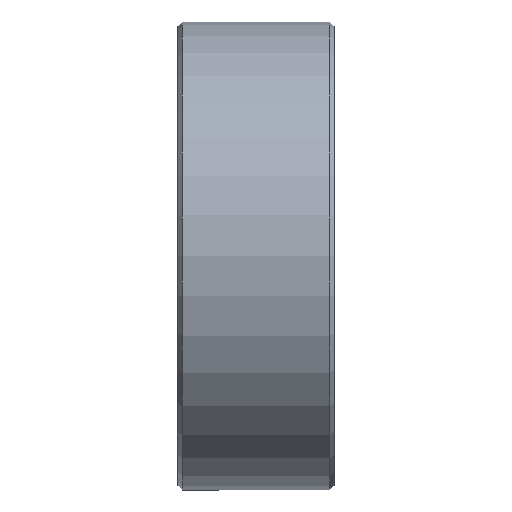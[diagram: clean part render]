
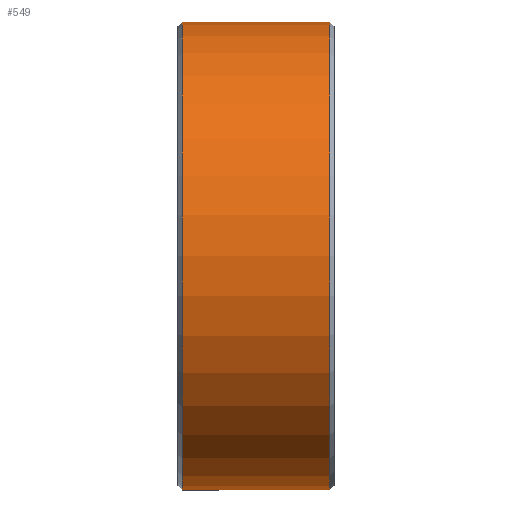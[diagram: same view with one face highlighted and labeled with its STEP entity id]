
A CAD part, top view. The second image highlights one B-rep face of the part: STEP entity #549.
In plain terms, the highlighted cylindrical face has radius 4.5 mm (diameter 9 mm), a partial arc.
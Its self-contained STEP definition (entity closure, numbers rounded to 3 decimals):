
#24 = DIRECTION ( 'NONE',  ( -1., 0., 0. ) ) ;
#25 = DIRECTION ( 'NONE',  ( -1., 0., 0. ) ) ;
#98 = CARTESIAN_POINT ( 'NONE',  ( 1.42, 4.5, 0. ) ) ;
#105 = EDGE_CURVE ( 'NONE', #816, #795, #481, .T. ) ;
#166 = DIRECTION ( 'NONE',  ( 0., -1., 0. ) ) ;
#171 = CYLINDRICAL_SURFACE ( 'NONE', #390, 4.5 ) ;
#208 = VECTOR ( 'NONE', #642, 1000. ) ;
#221 = ORIENTED_EDGE ( 'NONE', *, *, #354, .F. ) ;
#293 = DIRECTION ( 'NONE',  ( 0., 1., 0. ) ) ;
#354 = EDGE_CURVE ( 'NONE', #816, #671, #372, .T. ) ;
#372 = LINE ( 'NONE', #490, #739 ) ;
#379 = FACE_OUTER_BOUND ( 'NONE', #819, .T. ) ;
#390 = AXIS2_PLACEMENT_3D ( 'NONE', #700, #520, #424 ) ;
#403 = CARTESIAN_POINT ( 'NONE',  ( 1.42, 0., 0. ) ) ;
#412 = EDGE_CURVE ( 'NONE', #558, #671, #502, .T. ) ;
#413 = DIRECTION ( 'NONE',  ( 1., 0., 0. ) ) ;
#424 = DIRECTION ( 'NONE',  ( 0., -1., 0. ) ) ;
#427 = CARTESIAN_POINT ( 'NONE',  ( -1.42, 0., 0. ) ) ;
#432 = AXIS2_PLACEMENT_3D ( 'NONE', #427, #413, #166 ) ;
#435 = CARTESIAN_POINT ( 'NONE',  ( 1.42, -4.5, 0. ) ) ;
#444 = CARTESIAN_POINT ( 'NONE',  ( -6.429, 4.5, 0. ) ) ;
#481 = CIRCLE ( 'NONE', #536, 4.5 ) ;
#490 = CARTESIAN_POINT ( 'NONE',  ( -6.429, -4.5, 0. ) ) ;
#491 = EDGE_CURVE ( 'NONE', #795, #558, #512, .T. ) ;
#502 = CIRCLE ( 'NONE', #432, 4.5 ) ;
#512 = LINE ( 'NONE', #444, #208 ) ;
#520 = DIRECTION ( 'NONE',  ( -1., 0., 0. ) ) ;
#524 = ORIENTED_EDGE ( 'NONE', *, *, #105, .T. ) ;
#536 = AXIS2_PLACEMENT_3D ( 'NONE', #403, #24, #293 ) ;
#545 = CARTESIAN_POINT ( 'NONE',  ( -1.42, -4.5, 0. ) ) ;
#547 = ORIENTED_EDGE ( 'NONE', *, *, #491, .T. ) ;
#549 = ADVANCED_FACE ( 'NONE', ( #379 ), #171, .T. ) ;
#558 = VERTEX_POINT ( 'NONE', #750 ) ;
#566 = ORIENTED_EDGE ( 'NONE', *, *, #412, .T. ) ;
#642 = DIRECTION ( 'NONE',  ( -1., 0., 0. ) ) ;
#671 = VERTEX_POINT ( 'NONE', #545 ) ;
#700 = CARTESIAN_POINT ( 'NONE',  ( -6.429, 0., 0. ) ) ;
#739 = VECTOR ( 'NONE', #25, 1000. ) ;
#750 = CARTESIAN_POINT ( 'NONE',  ( -1.42, 4.5, 0. ) ) ;
#795 = VERTEX_POINT ( 'NONE', #98 ) ;
#816 = VERTEX_POINT ( 'NONE', #435 ) ;
#819 = EDGE_LOOP ( 'NONE', ( #524, #547, #566, #221 ) ) ;
